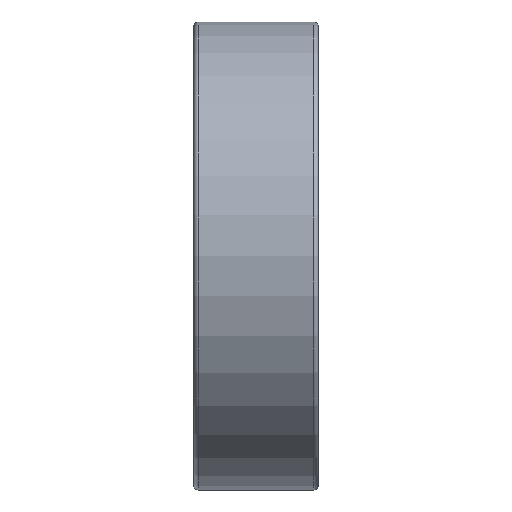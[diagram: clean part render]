
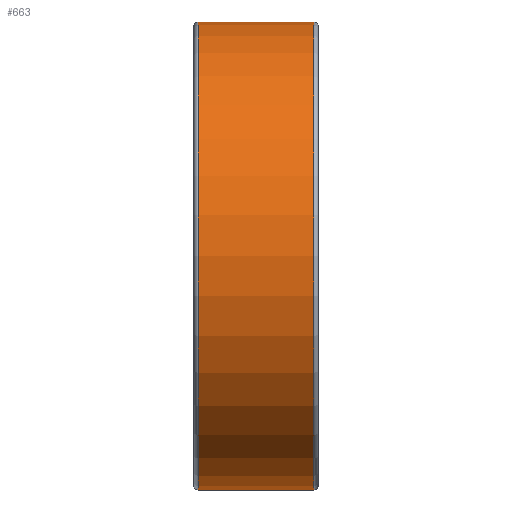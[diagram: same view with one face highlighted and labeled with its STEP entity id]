
A CAD part, top view. The second image highlights one B-rep face of the part: STEP entity #663.
In plain terms, the highlighted cylindrical face has radius 15 mm (diameter 30 mm), a partial arc.
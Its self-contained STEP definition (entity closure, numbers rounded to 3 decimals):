
#663=ADVANCED_FACE('',(#1536),#1537,.T.);
#1536=FACE_OUTER_BOUND('',#2613,.T.);
#1537=CYLINDRICAL_SURFACE('',#2614,15.0);
#2613=EDGE_LOOP('',(#4696,#4697,#4698,#4699));
#2614=AXIS2_PLACEMENT_3D('',#4700,#4701,#4702);
#4696=ORIENTED_EDGE('',*,*,#6768,.T.);
#4697=ORIENTED_EDGE('',*,*,#7061,.F.);
#4698=ORIENTED_EDGE('',*,*,#6769,.T.);
#4699=ORIENTED_EDGE('',*,*,#7062,.T.);
#4700=CARTESIAN_POINT('',(0.,0.0,0.0));
#4701=DIRECTION('',(1.0,0.0,0.0));
#4702=DIRECTION('',(0.0,1.0,0.));
#6768=EDGE_CURVE('',#8250,#8231,#8267,.T.);
#6769=EDGE_CURVE('',#8234,#8254,#8268,.T.);
#7061=EDGE_CURVE('',#8234,#8231,#8754,.T.);
#7062=EDGE_CURVE('',#8254,#8250,#8755,.T.);
#8231=VERTEX_POINT('',#11770);
#8234=VERTEX_POINT('',#11773);
#8250=VERTEX_POINT('',#11791);
#8254=VERTEX_POINT('',#11795);
#8267=LINE('',#11810,#11811);
#8268=LINE('',#11812,#11813);
#8754=CIRCLE('',#12507,15.0);
#8755=CIRCLE('',#12508,15.0);
#11770=CARTESIAN_POINT('',(-3.7,15.0,0.));
#11773=CARTESIAN_POINT('',(-3.7,-15.0,0.));
#11791=CARTESIAN_POINT('',(3.7,15.0,0.));
#11795=CARTESIAN_POINT('',(3.7,-15.0,0.));
#11810=CARTESIAN_POINT('',(0.,15.0,0.));
#11811=VECTOR('',#14115,1.0);
#11812=CARTESIAN_POINT('',(0.,-15.0,0.));
#11813=VECTOR('',#14116,1.0);
#12507=AXIS2_PLACEMENT_3D('',#14403,#14404,#14405);
#12508=AXIS2_PLACEMENT_3D('',#14406,#14407,#14408);
#14115=DIRECTION('',(-1.0,0.0,0.0));
#14116=DIRECTION('',(1.0,0.0,0.0));
#14403=CARTESIAN_POINT('',(-3.7,0.0,0.0));
#14404=DIRECTION('',(-1.0,0.0,0.0));
#14405=DIRECTION('',(0.0,1.0,0.));
#14406=CARTESIAN_POINT('',(3.7,0.0,0.0));
#14407=DIRECTION('',(-1.0,0.0,0.0));
#14408=DIRECTION('',(0.0,1.0,0.));
